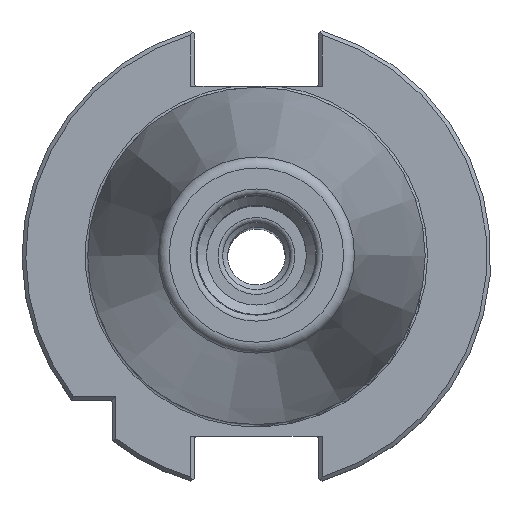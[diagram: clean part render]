
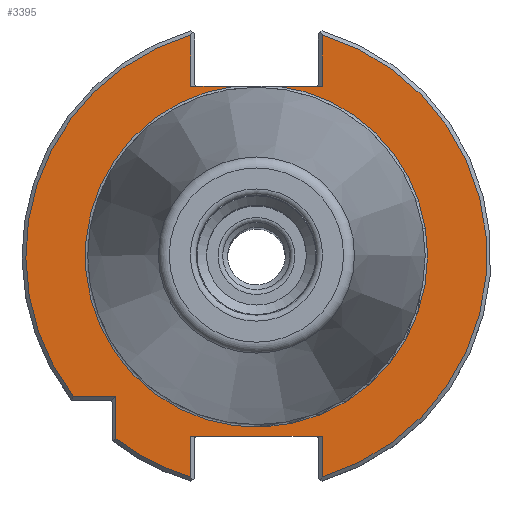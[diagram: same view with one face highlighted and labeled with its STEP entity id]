
A CAD part, top view. The second image highlights one B-rep face of the part: STEP entity #3395.
In plain terms, the highlighted planar face has unit normal (0, 0, 1).
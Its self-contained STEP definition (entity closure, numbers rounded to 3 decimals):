
#110=LINE('',#4789,#205);
#114=LINE('',#4805,#209);
#125=LINE('',#4949,#220);
#130=LINE('',#4963,#225);
#151=LINE('',#5029,#246);
#152=LINE('',#5031,#247);
#153=LINE('',#5033,#248);
#154=LINE('',#5034,#249);
#155=LINE('',#5035,#250);
#205=VECTOR('',#4000,1000.);
#209=VECTOR('',#4010,1000.);
#220=VECTOR('',#4075,1000.);
#225=VECTOR('',#4086,1000.);
#246=VECTOR('',#4145,1000.);
#247=VECTOR('',#4148,1000.);
#248=VECTOR('',#4149,1000.);
#249=VECTOR('',#4150,1000.);
#250=VECTOR('',#4151,1000.);
#304=PLANE('',#3634);
#709=ORIENTED_EDGE('',*,*,#1095,.T.);
#710=ORIENTED_EDGE('',*,*,#1170,.T.);
#711=ORIENTED_EDGE('',*,*,#1171,.F.);
#712=ORIENTED_EDGE('',*,*,#1172,.T.);
#713=ORIENTED_EDGE('',*,*,#1097,.T.);
#714=ORIENTED_EDGE('',*,*,#1140,.T.);
#715=ORIENTED_EDGE('',*,*,#1173,.F.);
#716=ORIENTED_EDGE('',*,*,#1131,.F.);
#717=ORIENTED_EDGE('',*,*,#1174,.F.);
#718=ORIENTED_EDGE('',*,*,#1133,.T.);
#719=ORIENTED_EDGE('',*,*,#1092,.T.);
#720=ORIENTED_EDGE('',*,*,#1091,.T.);
#721=ORIENTED_EDGE('',*,*,#1084,.T.);
#1084=EDGE_CURVE('',#1360,#1359,#110,.T.);
#1091=EDGE_CURVE('',#1363,#1360,#114,.T.);
#1092=EDGE_CURVE('',#1365,#1363,#1555,.T.);
#1095=EDGE_CURVE('',#1359,#1366,#1556,.T.);
#1097=EDGE_CURVE('',#1369,#1368,#1557,.T.);
#1131=EDGE_CURVE('',#1392,#1393,#1566,.T.);
#1133=EDGE_CURVE('',#1394,#1365,#125,.T.);
#1140=EDGE_CURVE('',#1368,#1399,#130,.T.);
#1170=EDGE_CURVE('',#1366,#1417,#151,.T.);
#1171=EDGE_CURVE('',#1418,#1417,#152,.T.);
#1172=EDGE_CURVE('',#1418,#1369,#153,.T.);
#1173=EDGE_CURVE('',#1393,#1399,#154,.T.);
#1174=EDGE_CURVE('',#1394,#1392,#155,.T.);
#1359=VERTEX_POINT('',#4788);
#1360=VERTEX_POINT('',#4790);
#1363=VERTEX_POINT('',#4801);
#1365=VERTEX_POINT('',#4808);
#1366=VERTEX_POINT('',#4818);
#1368=VERTEX_POINT('',#4826);
#1369=VERTEX_POINT('',#4828);
#1392=VERTEX_POINT('',#4941);
#1393=VERTEX_POINT('',#4942);
#1394=VERTEX_POINT('',#4950);
#1399=VERTEX_POINT('',#4962);
#1417=VERTEX_POINT('',#5028);
#1418=VERTEX_POINT('',#5032);
#1555=CIRCLE('',#3586,47.95);
#1556=CIRCLE('',#3588,47.95);
#1557=CIRCLE('',#3590,47.95);
#1566=CIRCLE('',#3610,35.591);
#1736=EDGE_LOOP('',(#709,#710,#711,#712,#713,#714,#715,#716,#717,#718,#719,
#720,#721));
#1994=FACE_BOUND('',#1736,.T.);
#3395=ADVANCED_FACE('',(#1994),#304,.T.);
#3586=AXIS2_PLACEMENT_3D('',#4807,#4013,#4014);
#3588=AXIS2_PLACEMENT_3D('',#4819,#4017,#4018);
#3590=AXIS2_PLACEMENT_3D('',#4827,#4021,#4022);
#3610=AXIS2_PLACEMENT_3D('',#4940,#4071,#4072);
#3634=AXIS2_PLACEMENT_3D('',#5030,#4146,#4147);
#4000=DIRECTION('',(0.,-1.,0.));
#4010=DIRECTION('',(1.,0.,0.));
#4013=DIRECTION('',(0.,0.,1.));
#4014=DIRECTION('',(1.,0.,0.));
#4017=DIRECTION('',(0.,0.,1.));
#4018=DIRECTION('',(1.,0.,0.));
#4021=DIRECTION('',(0.,0.,1.));
#4022=DIRECTION('',(1.,0.,0.));
#4071=DIRECTION('',(0.,0.,1.));
#4072=DIRECTION('',(1.,0.,0.));
#4075=DIRECTION('',(0.,1.,0.));
#4086=DIRECTION('',(0.,-1.,0.));
#4145=DIRECTION('',(0.,1.,0.));
#4146=DIRECTION('',(0.,0.,1.));
#4147=DIRECTION('',(1.,0.,0.));
#4148=DIRECTION('',(-1.,0.,0.));
#4149=DIRECTION('',(0.,-1.,0.));
#4150=DIRECTION('',(1.,0.,0.));
#4151=DIRECTION('',(1.,0.,0.));
#4788=CARTESIAN_POINT('',(-29.2,-38.034,-3.2));
#4789=CARTESIAN_POINT('',(-29.2,-38.616,-3.2));
#4790=CARTESIAN_POINT('',(-29.2,-29.2,-3.2));
#4801=CARTESIAN_POINT('',(-38.034,-29.2,-3.2));
#4805=CARTESIAN_POINT('',(-30.,-29.2,-3.2));
#4807=CARTESIAN_POINT('',(0.,0.,-3.2));
#4808=CARTESIAN_POINT('',(-13.65,45.966,-3.2));
#4818=CARTESIAN_POINT('',(-13.65,-45.966,-3.2));
#4819=CARTESIAN_POINT('',(0.,0.,-3.2));
#4826=CARTESIAN_POINT('',(13.65,45.966,-3.2));
#4827=CARTESIAN_POINT('',(0.,0.,-3.2));
#4828=CARTESIAN_POINT('',(13.65,-45.966,-3.2));
#4940=CARTESIAN_POINT('',(0.,0.,-3.2));
#4941=CARTESIAN_POINT('',(-4.543,35.3,-3.2));
#4942=CARTESIAN_POINT('',(4.543,35.3,-3.2));
#4949=CARTESIAN_POINT('',(-13.65,47.181,-3.2));
#4950=CARTESIAN_POINT('',(-13.65,35.3,-3.2));
#4962=CARTESIAN_POINT('',(13.65,35.3,-3.2));
#4963=CARTESIAN_POINT('',(13.65,35.3,-3.2));
#5028=CARTESIAN_POINT('',(-13.65,-37.5,-3.2));
#5029=CARTESIAN_POINT('',(-13.65,-37.5,-3.2));
#5030=CARTESIAN_POINT('',(35.591,0.,-3.2));
#5031=CARTESIAN_POINT('',(12.85,-37.5,-3.2));
#5032=CARTESIAN_POINT('',(13.65,-37.5,-3.2));
#5033=CARTESIAN_POINT('',(13.65,-47.181,-3.2));
#5034=CARTESIAN_POINT('',(-12.85,35.3,-3.2));
#5035=CARTESIAN_POINT('',(-12.85,35.3,-3.2));
